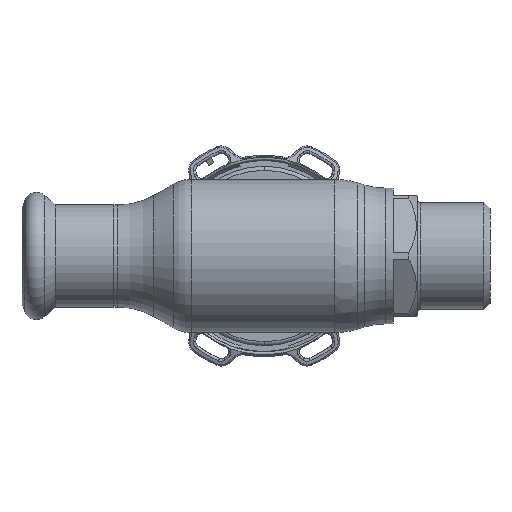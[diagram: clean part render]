
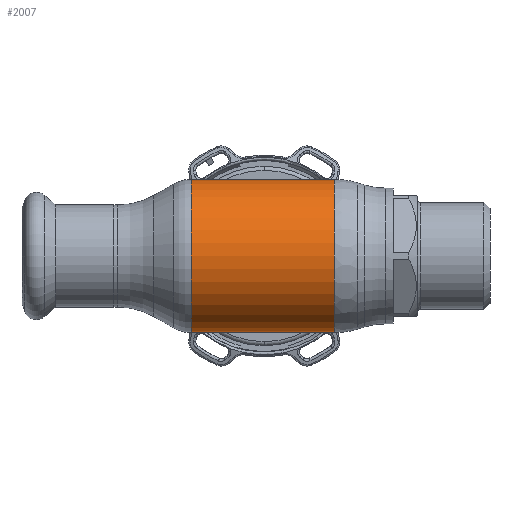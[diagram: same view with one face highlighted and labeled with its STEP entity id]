
A CAD part, front view. The second image highlights one B-rep face of the part: STEP entity #2007.
In plain terms, the highlighted cylindrical face has radius 19 mm (diameter 38 mm), a partial arc.
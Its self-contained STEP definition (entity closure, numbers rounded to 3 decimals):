
#2007 = ADVANCED_FACE ( 'NONE', ( #29933 ), #11247, .T. ) ;
#2256 = AXIS2_PLACEMENT_3D ( 'NONE', #26818, #7398, #21432 ) ;
#2391 = DIRECTION ( 'NONE',  ( -1., 0., 0. ) ) ;
#3670 = DIRECTION ( 'NONE',  ( -1., 0., 0. ) ) ;
#4229 = VERTEX_POINT ( 'NONE', #14693 ) ;
#5512 = VECTOR ( 'NONE', #7377, 1000. ) ;
#7377 = DIRECTION ( 'NONE',  ( -1., 0., 0. ) ) ;
#7398 = DIRECTION ( 'NONE',  ( -1., 0., 0. ) ) ;
#7901 = ORIENTED_EDGE ( 'NONE', *, *, #23819, .F. ) ;
#10124 = LINE ( 'NONE', #21067, #5512 ) ;
#11247 = CYLINDRICAL_SURFACE ( 'NONE', #26462, 19. ) ;
#12635 = EDGE_CURVE ( 'NONE', #21964, #25519, #22291, .T. ) ;
#13171 = EDGE_LOOP ( 'NONE', ( #7901, #23998, #31855, #27017 ) ) ;
#14693 = CARTESIAN_POINT ( 'NONE',  ( 17.411, 0., -19. ) ) ;
#17380 = LINE ( 'NONE', #28313, #22054 ) ;
#17844 = CARTESIAN_POINT ( 'NONE',  ( 17.411, 0., 19. ) ) ;
#18042 = CARTESIAN_POINT ( 'NONE',  ( -18.088, 0., -19. ) ) ;
#19041 = CARTESIAN_POINT ( 'NONE',  ( -18.088, 0., 19. ) ) ;
#20649 = DIRECTION ( 'NONE',  ( -1., 0., 0. ) ) ;
#21067 = CARTESIAN_POINT ( 'NONE',  ( -62.69, 0., 19. ) ) ;
#21432 = DIRECTION ( 'NONE',  ( 0., 0., 1. ) ) ;
#21964 = VERTEX_POINT ( 'NONE', #18042 ) ;
#22054 = VECTOR ( 'NONE', #3670, 1000. ) ;
#22291 = CIRCLE ( 'NONE', #26853, 19. ) ;
#23819 = EDGE_CURVE ( 'NONE', #4229, #21964, #17380, .T. ) ;
#23998 = ORIENTED_EDGE ( 'NONE', *, *, #33527, .T. ) ;
#24942 = VERTEX_POINT ( 'NONE', #17844 ) ;
#25519 = VERTEX_POINT ( 'NONE', #19041 ) ;
#25684 = CARTESIAN_POINT ( 'NONE',  ( -18.088, 0., 0. ) ) ;
#26462 = AXIS2_PLACEMENT_3D ( 'NONE', #32631, #2391, #27588 ) ;
#26818 = CARTESIAN_POINT ( 'NONE',  ( 17.411, 0., 0. ) ) ;
#26853 = AXIS2_PLACEMENT_3D ( 'NONE', #25684, #20649, #28545 ) ;
#27017 = ORIENTED_EDGE ( 'NONE', *, *, #12635, .F. ) ;
#27034 = EDGE_CURVE ( 'NONE', #24942, #25519, #10124, .T. ) ;
#27588 = DIRECTION ( 'NONE',  ( 0., 0., 1. ) ) ;
#28313 = CARTESIAN_POINT ( 'NONE',  ( -62.69, 0., -19. ) ) ;
#28545 = DIRECTION ( 'NONE',  ( 0., 0., 1. ) ) ;
#29933 = FACE_OUTER_BOUND ( 'NONE', #13171, .T. ) ;
#31570 = CIRCLE ( 'NONE', #2256, 19. ) ;
#31855 = ORIENTED_EDGE ( 'NONE', *, *, #27034, .T. ) ;
#32631 = CARTESIAN_POINT ( 'NONE',  ( -62.69, 0., 0. ) ) ;
#33527 = EDGE_CURVE ( 'NONE', #4229, #24942, #31570, .T. ) ;
